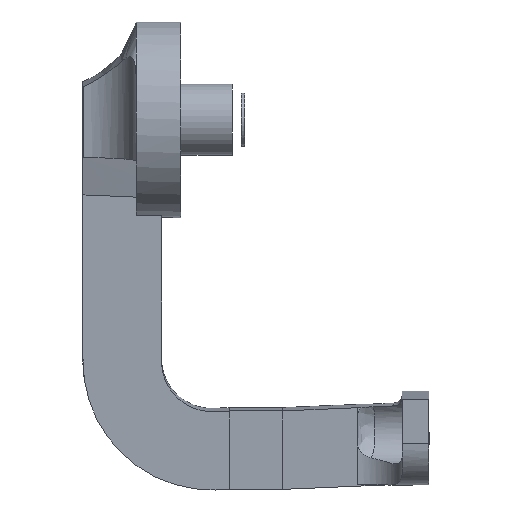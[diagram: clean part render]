
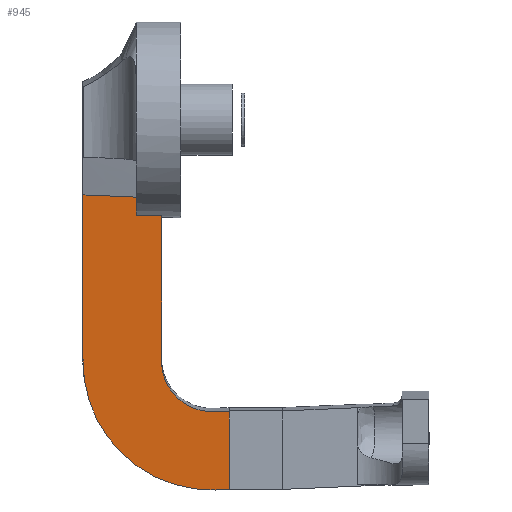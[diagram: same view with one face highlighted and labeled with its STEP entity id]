
A CAD part, top view. The second image highlights one B-rep face of the part: STEP entity #945.
In plain terms, the highlighted planar face has unit normal (0.004, -0.069, 0.998).
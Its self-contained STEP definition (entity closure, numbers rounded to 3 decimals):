
#69=(
BOUNDED_CURVE()
B_SPLINE_CURVE(2,(#1380,#1381,#1382),.UNSPECIFIED.,.F.,.F.)
B_SPLINE_CURVE_WITH_KNOTS((3,3),(0.217,0.5),
 .UNSPECIFIED.)
CURVE()
GEOMETRIC_REPRESENTATION_ITEM()
RATIONAL_B_SPLINE_CURVE((1.,1.,1.))
REPRESENTATION_ITEM('')
);
#77=PLANE('',#1017);
#108=FACE_OUTER_BOUND('',#162,.T.);
#162=EDGE_LOOP('',(#661,#662,#663,#664,#665,#666,#667,#668,#669,#670));
#223=LINE('',#1365,#299);
#228=LINE('',#1374,#304);
#229=LINE('',#1378,#305);
#230=LINE('',#1384,#306);
#231=LINE('',#1386,#307);
#232=LINE('',#1388,#308);
#233=LINE('',#1391,#309);
#299=VECTOR('',#1122,10.);
#304=VECTOR('',#1131,10.);
#305=VECTOR('',#1134,10.);
#306=VECTOR('',#1135,10.);
#307=VECTOR('',#1136,10.);
#308=VECTOR('',#1137,10.);
#309=VECTOR('',#1140,10.);
#369=CIRCLE('',#1018,5.683);
#370=CIRCLE('',#1019,14.519);
#401=VERTEX_POINT('',#1358);
#403=VERTEX_POINT('',#1364);
#405=VERTEX_POINT('',#1373);
#406=VERTEX_POINT('',#1375);
#407=VERTEX_POINT('',#1377);
#408=VERTEX_POINT('',#1379);
#409=VERTEX_POINT('',#1383);
#410=VERTEX_POINT('',#1385);
#411=VERTEX_POINT('',#1387);
#412=VERTEX_POINT('',#1389);
#501=EDGE_CURVE('',#403,#401,#223,.T.);
#506=EDGE_CURVE('',#403,#405,#228,.T.);
#507=EDGE_CURVE('',#405,#406,#369,.T.);
#508=EDGE_CURVE('',#406,#407,#229,.T.);
#509=EDGE_CURVE('',#407,#408,#69,.T.);
#510=EDGE_CURVE('',#408,#409,#230,.T.);
#511=EDGE_CURVE('',#410,#409,#231,.T.);
#512=EDGE_CURVE('',#411,#410,#232,.T.);
#513=EDGE_CURVE('',#412,#411,#370,.T.);
#514=EDGE_CURVE('',#412,#401,#233,.T.);
#661=ORIENTED_EDGE('',*,*,#501,.F.);
#662=ORIENTED_EDGE('',*,*,#506,.T.);
#663=ORIENTED_EDGE('',*,*,#507,.T.);
#664=ORIENTED_EDGE('',*,*,#508,.T.);
#665=ORIENTED_EDGE('',*,*,#509,.T.);
#666=ORIENTED_EDGE('',*,*,#510,.T.);
#667=ORIENTED_EDGE('',*,*,#511,.F.);
#668=ORIENTED_EDGE('',*,*,#512,.F.);
#669=ORIENTED_EDGE('',*,*,#513,.F.);
#670=ORIENTED_EDGE('',*,*,#514,.T.);
#945=ADVANCED_FACE('',(#108),#77,.T.);
#1017=AXIS2_PLACEMENT_3D('',#1372,#1129,#1130);
#1018=AXIS2_PLACEMENT_3D('',#1376,#1132,#1133);
#1019=AXIS2_PLACEMENT_3D('',#1390,#1138,#1139);
#1122=DIRECTION('',(0.,-0.998,-0.069));
#1129=DIRECTION('center_axis',(0.004,-0.069,
0.998));
#1130=DIRECTION('ref_axis',(0.,0.998,0.069));
#1131=DIRECTION('',(-0.999,-0.043,0.001));
#1132=DIRECTION('center_axis',(-0.004,0.069,
-0.998));
#1133=DIRECTION('ref_axis',(0.062,-0.996,-0.069));
#1134=DIRECTION('',(0.,0.998,0.069));
#1135=DIRECTION('',(0.,0.998,0.069));
#1136=DIRECTION('',(0.999,-0.042,-0.007));
#1137=DIRECTION('',(0.,0.998,0.069));
#1138=DIRECTION('center_axis',(-0.004,0.069,
-0.998));
#1139=DIRECTION('ref_axis',(0.024,-0.997,-0.069));
#1140=DIRECTION('',(0.999,0.043,-0.001));
#1358=CARTESIAN_POINT('',(-45.402,-31.125,82.308));
#1364=CARTESIAN_POINT('',(-45.402,-22.303,82.918));
#1365=CARTESIAN_POINT('',(-45.402,-17.776,83.232));
#1372=CARTESIAN_POINT('Origin',(-31.95,-30.547,82.293));
#1373=CARTESIAN_POINT('',(-46.987,-22.371,82.92));
#1374=CARTESIAN_POINT('',(-31.95,-21.725,82.904));
#1375=CARTESIAN_POINT('',(-53.02,-16.823,83.329));
#1376=CARTESIAN_POINT('Origin',(-47.338,-16.713,83.313));
#1377=CARTESIAN_POINT('',(-53.02,-0.34,84.47));
#1378=CARTESIAN_POINT('',(-53.02,-16.823,83.329));
#1379=CARTESIAN_POINT('',(-55.85,-0.337,84.481));
#1380=CARTESIAN_POINT('Ctrl Pts',(-53.02,-0.34,
84.47));
#1381=CARTESIAN_POINT('Ctrl Pts',(-54.435,-0.338,
84.475));
#1382=CARTESIAN_POINT('Ctrl Pts',(-55.85,-0.337,
84.481));
#1383=CARTESIAN_POINT('',(-55.85,1.745,84.625));
#1384=CARTESIAN_POINT('',(-55.85,-10.152,83.802));
#1385=CARTESIAN_POINT('',(-61.855,2.,84.667));
#1386=CARTESIAN_POINT('',(-51.864,1.576,84.597));
#1387=CARTESIAN_POINT('',(-61.855,-16.448,83.391));
#1388=CARTESIAN_POINT('',(-61.855,-16.448,83.391));
#1389=CARTESIAN_POINT('',(-46.987,-31.193,82.31));
#1390=CARTESIAN_POINT('Origin',(-47.338,-16.713,83.313));
#1391=CARTESIAN_POINT('',(-31.95,-30.547,82.293));
